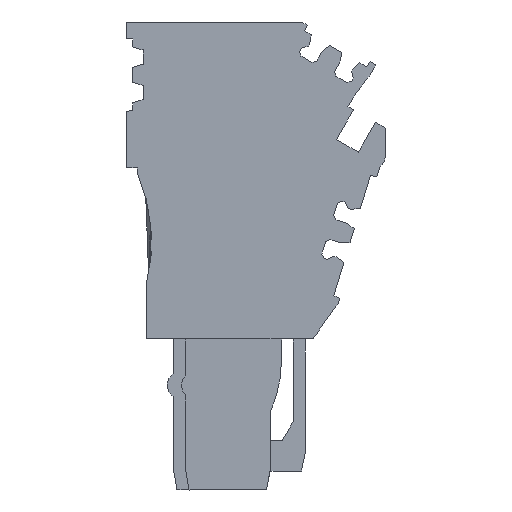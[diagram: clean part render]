
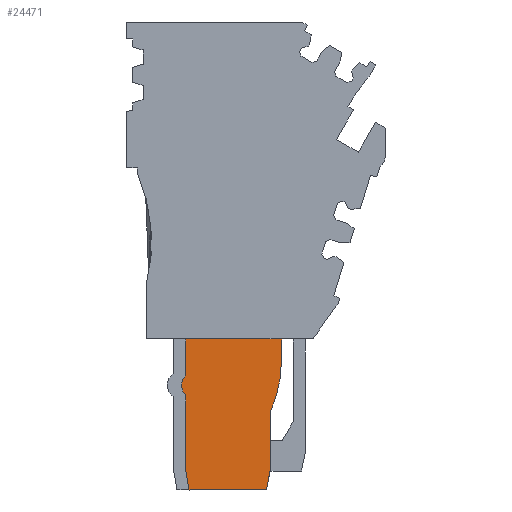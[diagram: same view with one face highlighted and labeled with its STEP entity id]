
A CAD part, left-side view. The second image highlights one B-rep face of the part: STEP entity #24471.
In plain terms, the highlighted planar face has unit normal (-1, 0, 0).
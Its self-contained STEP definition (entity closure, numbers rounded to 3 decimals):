
#24403=AXIS2_PLACEMENT_3D('Plane Axis2P3D',#24400,#24401,#24402) ;
#24414=AXIS2_PLACEMENT_3D('Circle Axis2P3D',#24412,#24413,$) ;
#24456=AXIS2_PLACEMENT_3D('Circle Axis2P3D',#24454,#24455,$) ;
#11087=CARTESIAN_POINT('Vertex',(0.7,17.4,13.15)) ;
#11090=CARTESIAN_POINT('Line Origine',(0.7,13.225,13.15)) ;
#11094=CARTESIAN_POINT('Vertex',(0.7,9.05,13.15)) ;
#24381=CARTESIAN_POINT('Line Origine',(0.7,9.05,12.244)) ;
#24385=CARTESIAN_POINT('Vertex',(0.7,9.05,11.337)) ;
#24400=CARTESIAN_POINT('Axis2P3D Location',(0.7,20.086,11.345)) ;
#24405=CARTESIAN_POINT('Line Origine',(0.7,17.4,11.561)) ;
#24409=CARTESIAN_POINT('Vertex',(0.7,17.4,9.972)) ;
#24412=CARTESIAN_POINT('Axis2P3D Location',(0.7,16.55,9.125)) ;
#24416=CARTESIAN_POINT('Vertex',(0.7,17.4,8.278)) ;
#24419=CARTESIAN_POINT('Line Origine',(0.7,17.4,4.972)) ;
#24423=CARTESIAN_POINT('Vertex',(0.7,17.4,1.666)) ;
#24426=CARTESIAN_POINT('Line Origine',(0.7,17.253,0.833)) ;
#24430=CARTESIAN_POINT('Vertex',(0.7,17.106,0.)) ;
#24433=CARTESIAN_POINT('Line Origine',(0.7,13.728,0.)) ;
#24437=CARTESIAN_POINT('Vertex',(0.7,10.35,0.)) ;
#24440=CARTESIAN_POINT('Line Origine',(0.7,10.2,0.851)) ;
#24444=CARTESIAN_POINT('Vertex',(0.7,10.05,1.701)) ;
#24447=CARTESIAN_POINT('Line Origine',(0.7,10.05,4.228)) ;
#24451=CARTESIAN_POINT('Vertex',(0.7,10.05,6.755)) ;
#24454=CARTESIAN_POINT('Axis2P3D Location',(0.7,20.086,11.345)) ;
#11091=DIRECTION('Vector Direction',(0.,1.,0.)) ;
#24382=DIRECTION('Vector Direction',(0.,0.,-1.)) ;
#24401=DIRECTION('Axis2P3D Direction',(1.,-0.,0.)) ;
#24402=DIRECTION('Axis2P3D XDirection',(0.,0.,-1.)) ;
#24406=DIRECTION('Vector Direction',(0.,0.,-1.)) ;
#24413=DIRECTION('Axis2P3D Direction',(1.,-0.,0.)) ;
#24420=DIRECTION('Vector Direction',(0.,0.,-1.)) ;
#24427=DIRECTION('Vector Direction',(0.,-0.174,-0.985)) ;
#24434=DIRECTION('Vector Direction',(0.,1.,0.)) ;
#24441=DIRECTION('Vector Direction',(0.,0.174,-0.985)) ;
#24448=DIRECTION('Vector Direction',(0.,0.,-1.)) ;
#24455=DIRECTION('Axis2P3D Direction',(1.,-0.,0.)) ;
#11092=VECTOR('Line Direction',#11091,1.) ;
#24383=VECTOR('Line Direction',#24382,1.) ;
#24407=VECTOR('Line Direction',#24406,1.) ;
#24421=VECTOR('Line Direction',#24420,1.) ;
#24428=VECTOR('Line Direction',#24427,1.) ;
#24435=VECTOR('Line Direction',#24434,1.) ;
#24442=VECTOR('Line Direction',#24441,1.) ;
#24449=VECTOR('Line Direction',#24448,1.) ;
#24460=ORIENTED_EDGE('',*,*,#24411,.T.) ;
#24461=ORIENTED_EDGE('',*,*,#24418,.F.) ;
#24462=ORIENTED_EDGE('',*,*,#24425,.T.) ;
#24463=ORIENTED_EDGE('',*,*,#24432,.T.) ;
#24464=ORIENTED_EDGE('',*,*,#24439,.F.) ;
#24465=ORIENTED_EDGE('',*,*,#24446,.F.) ;
#24466=ORIENTED_EDGE('',*,*,#24453,.F.) ;
#24467=ORIENTED_EDGE('',*,*,#24458,.F.) ;
#24468=ORIENTED_EDGE('',*,*,#24387,.F.) ;
#24469=ORIENTED_EDGE('',*,*,#11096,.T.) ;
#24471=ADVANCED_FACE('V1',(#24470),#24404,.F.) ;
#24415=CIRCLE('generated circle',#24414,1.2) ;
#24457=CIRCLE('generated circle',#24456,11.036) ;
#11096=EDGE_CURVE('',#11095,#11088,#11093,.T.) ;
#24387=EDGE_CURVE('',#11095,#24386,#24384,.T.) ;
#24411=EDGE_CURVE('',#11088,#24410,#24408,.T.) ;
#24418=EDGE_CURVE('',#24417,#24410,#24415,.T.) ;
#24425=EDGE_CURVE('',#24417,#24424,#24422,.T.) ;
#24432=EDGE_CURVE('',#24424,#24431,#24429,.T.) ;
#24439=EDGE_CURVE('',#24438,#24431,#24436,.T.) ;
#24446=EDGE_CURVE('',#24445,#24438,#24443,.T.) ;
#24453=EDGE_CURVE('',#24452,#24445,#24450,.T.) ;
#24458=EDGE_CURVE('',#24386,#24452,#24457,.T.) ;
#24459=EDGE_LOOP('',(#24460,#24461,#24462,#24463,#24464,#24465,#24466,#24467,#24468,#24469)) ;
#24470=FACE_OUTER_BOUND('',#24459,.T.) ;
#11093=LINE('Line',#11090,#11092) ;
#24384=LINE('Line',#24381,#24383) ;
#24408=LINE('Line',#24405,#24407) ;
#24422=LINE('Line',#24419,#24421) ;
#24429=LINE('Line',#24426,#24428) ;
#24436=LINE('Line',#24433,#24435) ;
#24443=LINE('Line',#24440,#24442) ;
#24450=LINE('Line',#24447,#24449) ;
#24404=PLANE('',#24403) ;
#11088=VERTEX_POINT('',#11087) ;
#11095=VERTEX_POINT('',#11094) ;
#24386=VERTEX_POINT('',#24385) ;
#24410=VERTEX_POINT('',#24409) ;
#24417=VERTEX_POINT('',#24416) ;
#24424=VERTEX_POINT('',#24423) ;
#24431=VERTEX_POINT('',#24430) ;
#24438=VERTEX_POINT('',#24437) ;
#24445=VERTEX_POINT('',#24444) ;
#24452=VERTEX_POINT('',#24451) ;
